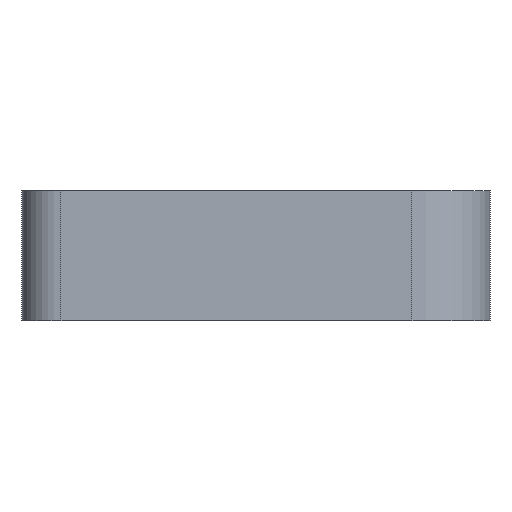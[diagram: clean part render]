
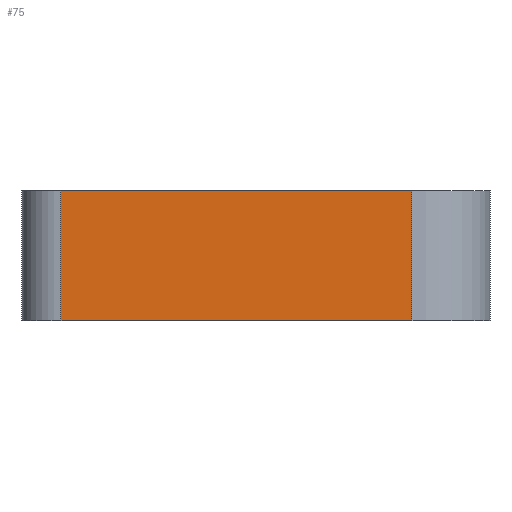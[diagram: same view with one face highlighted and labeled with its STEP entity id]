
A CAD part, left-side view. The second image highlights one B-rep face of the part: STEP entity #75.
In plain terms, the highlighted planar face has unit normal (-1, 0, 0).
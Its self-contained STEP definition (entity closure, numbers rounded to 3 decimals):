
#75=ADVANCED_FACE('',(#98),#99,.T.);
#98=FACE_OUTER_BOUND('',#142,.T.);
#99=PLANE('',#143);
#142=EDGE_LOOP('',(#186,#187,#188,#189));
#143=AXIS2_PLACEMENT_3D('',#190,#191,#192);
#186=ORIENTED_EDGE('',*,*,#372,.T.);
#187=ORIENTED_EDGE('',*,*,#373,.F.);
#188=ORIENTED_EDGE('',*,*,#374,.T.);
#189=ORIENTED_EDGE('',*,*,#375,.T.);
#190=CARTESIAN_POINT('',(-43.25,6.0,0.0));
#191=DIRECTION('',(-1.0,0.0,0.0));
#192=DIRECTION('',(0.0,-1.0,0.0));
#372=EDGE_CURVE('',#432,#433,#434,.T.);
#373=EDGE_CURVE('',#435,#433,#436,.T.);
#374=EDGE_CURVE('',#435,#437,#438,.T.);
#375=EDGE_CURVE('',#437,#432,#439,.T.);
#432=VERTEX_POINT('',#532);
#433=VERTEX_POINT('',#533);
#434=LINE('',#534,#535);
#435=VERTEX_POINT('',#536);
#436=LINE('',#537,#538);
#437=VERTEX_POINT('',#539);
#438=LINE('',#540,#541);
#439=LINE('',#542,#543);
#532=CARTESIAN_POINT('',(-43.25,6.0,10.0));
#533=CARTESIAN_POINT('',(-43.25,33.0,10.0));
#534=CARTESIAN_POINT('',(-43.25,33.0,10.0));
#535=VECTOR('',#672,1.0);
#536=CARTESIAN_POINT('',(-43.25,33.0,0.0));
#537=CARTESIAN_POINT('',(-43.25,33.0,0.0));
#538=VECTOR('',#673,1.0);
#539=CARTESIAN_POINT('',(-43.25,6.0,0.0));
#540=CARTESIAN_POINT('',(-43.25,33.0,0.0));
#541=VECTOR('',#674,1.0);
#542=CARTESIAN_POINT('',(-43.25,6.0,0.0));
#543=VECTOR('',#675,1.0);
#672=DIRECTION('',(0.0,1.0,0.0));
#673=DIRECTION('',(0.0,0.0,1.0));
#674=DIRECTION('',(0.0,-1.0,0.0));
#675=DIRECTION('',(0.0,0.0,1.0));
